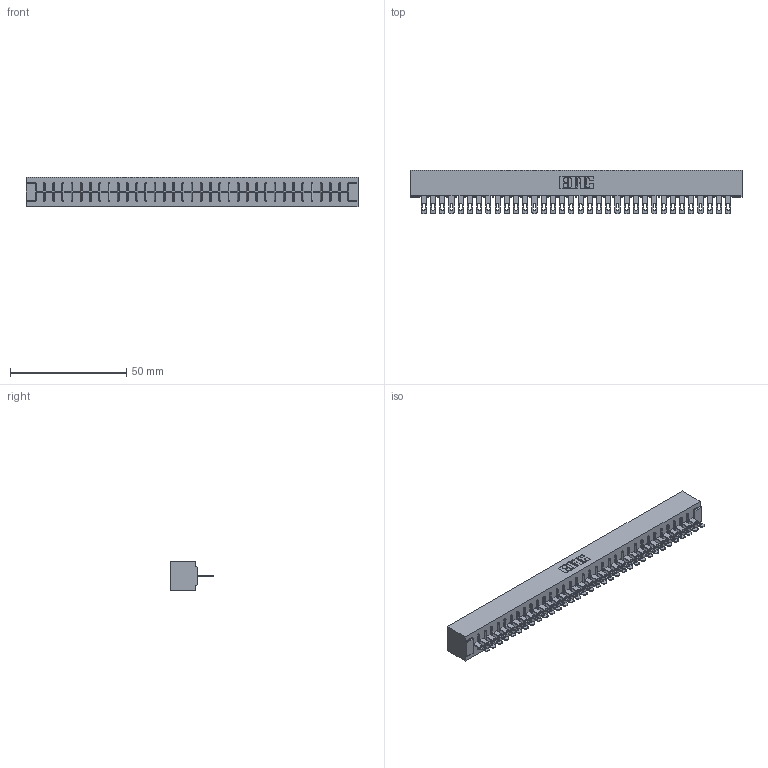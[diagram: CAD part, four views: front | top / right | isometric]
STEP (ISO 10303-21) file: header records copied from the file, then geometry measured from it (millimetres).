
FILE_DESCRIPTION (( 'STEP AP203' ), '1' );
FILE_NAME ('306-034-500-101.STEP', '2019-09-11T23:02:38', ( '' ), ( '' ), 'SwSTEP 2.0', 'SolidWorks 2016', '' );
FILE_SCHEMA (( 'CONFIG_CONTROL_DESIGN' ));
Length unit declared in the file: inch
Products named in the file (3): 306 Part_No Mounting; 306-290-001_100; 306-034-500-101
Assembly tree (35 placements, depth 2):
  306-034-500-101
    306 Part_No Mounting
    306-290-001_100  x34
Bounding box: 142.6 x 18.87 x 12.7 mm (x, y, z)
Volume: 16383.6 mm3; surface area: 17473.2 mm2
Topology: 35 solids, 35 shells, 2692 faces, 7602 edges, 4884 vertices
Faces by surface type: plane 1764, cylinder 792, sphere 136
Entity records: 32629 total; most frequent: CARTESIAN_POINT 5477, ORIENTED_EDGE 5428, DIRECTION 5402, EDGE_CURVE 2714, VECTOR 2120, LINE 2120, VERTEX_POINT 1716, AXIS2_PLACEMENT_3D 1641
